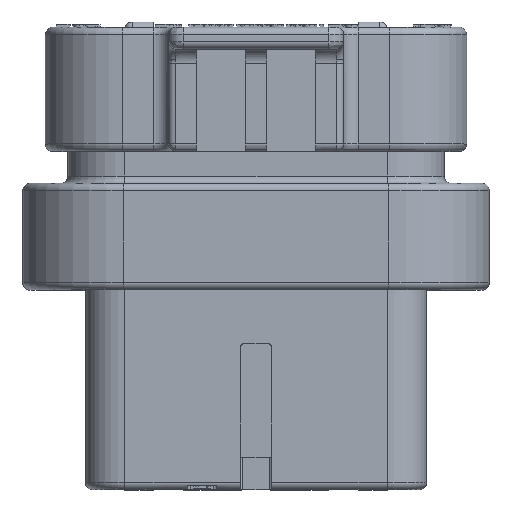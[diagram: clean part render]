
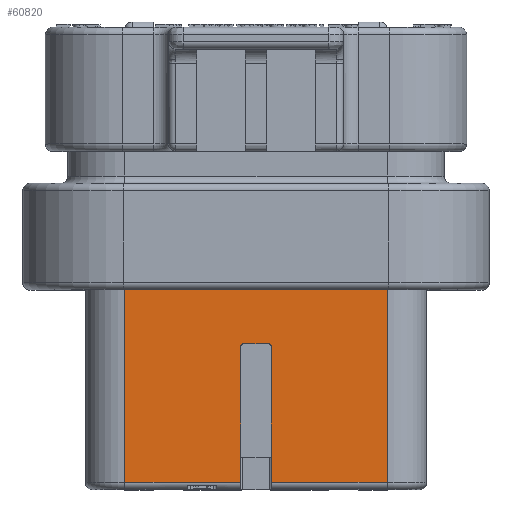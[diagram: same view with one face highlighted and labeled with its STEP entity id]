
A CAD part, top view. The second image highlights one B-rep face of the part: STEP entity #60820.
In plain terms, the highlighted planar face has unit normal (0, 0, 1).
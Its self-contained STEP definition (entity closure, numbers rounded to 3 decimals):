
#19725=DIRECTION('',(0.,-1.,0.));
#19726=VECTOR('',#19725,13.45);
#19727=CARTESIAN_POINT('',(-9.,-3.85,9.05));
#19728=LINE('',#19727,#19726);
#19733=CARTESIAN_POINT('',(0.85,-8.,9.05));
#19734=DIRECTION('',(0.,0.,1.));
#19735=DIRECTION('',(1.,0.,0.));
#19736=AXIS2_PLACEMENT_3D('',#19733,#19734,#19735);
#19738=DIRECTION('',(-1.,0.,0.));
#19739=VECTOR('',#19738,1.7);
#19740=CARTESIAN_POINT('',(0.85,-7.8,9.05));
#19741=LINE('',#19740,#19739);
#19742=CARTESIAN_POINT('',(-0.85,-8.,9.05));
#19743=DIRECTION('',(0.,0.,1.));
#19744=DIRECTION('',(0.,1.,0.));
#19745=AXIS2_PLACEMENT_3D('',#19742,#19743,#19744);
#19747=DIRECTION('',(0.,-1.,0.));
#19748=VECTOR('',#19747,9.3);
#19749=CARTESIAN_POINT('',(-1.05,-8.,9.05));
#19750=LINE('',#19749,#19748);
#19751=DIRECTION('',(-1.,0.,0.));
#19752=VECTOR('',#19751,18.);
#19753=CARTESIAN_POINT('',(9.,-3.85,9.05));
#19754=LINE('',#19753,#19752);
#19778=DIRECTION('',(0.,1.,0.));
#19779=VECTOR('',#19778,13.45);
#19780=CARTESIAN_POINT('',(9.,-17.3,9.05));
#19781=LINE('',#19780,#19779);
#20633=DIRECTION('',(0.,-1.,0.));
#20634=VECTOR('',#20633,9.3);
#20635=CARTESIAN_POINT('',(1.05,-8.,9.05));
#20636=LINE('',#20635,#20634);
#20646=DIRECTION('',(1.,0.,0.));
#20647=VECTOR('',#20646,7.95);
#20648=CARTESIAN_POINT('',(1.05,-17.3,9.05));
#20649=LINE('',#20648,#20647);
#20693=DIRECTION('',(1.,0.,0.));
#20694=VECTOR('',#20693,7.95);
#20695=CARTESIAN_POINT('',(-9.,-17.3,9.05));
#20696=LINE('',#20695,#20694);
#31210=CARTESIAN_POINT('',(-9.,-3.85,9.05));
#31211=VERTEX_POINT('',#31210);
#31212=CARTESIAN_POINT('',(-9.,-17.3,9.05));
#31213=VERTEX_POINT('',#31212);
#31214=CARTESIAN_POINT('',(9.,-3.85,9.05));
#31215=VERTEX_POINT('',#31214);
#31216=CARTESIAN_POINT('',(9.,-17.3,9.05));
#31217=VERTEX_POINT('',#31216);
#31218=CARTESIAN_POINT('',(1.05,-17.3,9.05));
#31219=VERTEX_POINT('',#31218);
#31220=CARTESIAN_POINT('',(1.05,-8.,9.05));
#31221=VERTEX_POINT('',#31220);
#31222=CARTESIAN_POINT('',(0.85,-7.8,9.05));
#31223=VERTEX_POINT('',#31222);
#31224=CARTESIAN_POINT('',(-0.85,-7.8,9.05));
#31225=VERTEX_POINT('',#31224);
#31226=CARTESIAN_POINT('',(-1.05,-8.,9.05));
#31227=VERTEX_POINT('',#31226);
#31228=CARTESIAN_POINT('',(-1.05,-17.3,9.05));
#31229=VERTEX_POINT('',#31228);
#60794=CARTESIAN_POINT('',(11.6,-17.8,9.05));
#60795=DIRECTION('',(0.,0.,1.));
#60796=DIRECTION('',(-1.,0.,0.));
#60797=AXIS2_PLACEMENT_3D('',#60794,#60795,#60796);
#60798=PLANE('',#60797);
#60800=ORIENTED_EDGE('',*,*,#60799,.F.);
#60802=ORIENTED_EDGE('',*,*,#60801,.F.);
#60804=ORIENTED_EDGE('',*,*,#60803,.F.);
#60806=ORIENTED_EDGE('',*,*,#60805,.F.);
#60808=ORIENTED_EDGE('',*,*,#60807,.T.);
#60810=ORIENTED_EDGE('',*,*,#60809,.T.);
#60812=ORIENTED_EDGE('',*,*,#60811,.T.);
#60814=ORIENTED_EDGE('',*,*,#60813,.T.);
#60816=ORIENTED_EDGE('',*,*,#60815,.F.);
#60817=ORIENTED_EDGE('',*,*,#60786,.F.);
#60818=EDGE_LOOP('',(#60800,#60802,#60804,#60806,#60808,#60810,#60812,#60814,
#60816,#60817));
#60819=FACE_OUTER_BOUND('',#60818,.F.);
#60820=ADVANCED_FACE('',(#60819),#60798,.T.);
#19737=CIRCLE('',#19736,0.2);
#19746=CIRCLE('',#19745,0.2);
#60786=EDGE_CURVE('',#31211,#31213,#19728,.T.);
#60799=EDGE_CURVE('',#31215,#31211,#19754,.T.);
#60801=EDGE_CURVE('',#31217,#31215,#19781,.T.);
#60803=EDGE_CURVE('',#31219,#31217,#20649,.T.);
#60805=EDGE_CURVE('',#31221,#31219,#20636,.T.);
#60807=EDGE_CURVE('',#31221,#31223,#19737,.T.);
#60809=EDGE_CURVE('',#31223,#31225,#19741,.T.);
#60811=EDGE_CURVE('',#31225,#31227,#19746,.T.);
#60813=EDGE_CURVE('',#31227,#31229,#19750,.T.);
#60815=EDGE_CURVE('',#31213,#31229,#20696,.T.);
